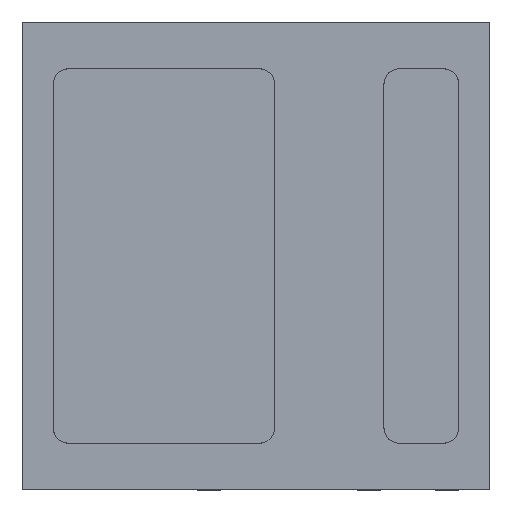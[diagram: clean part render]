
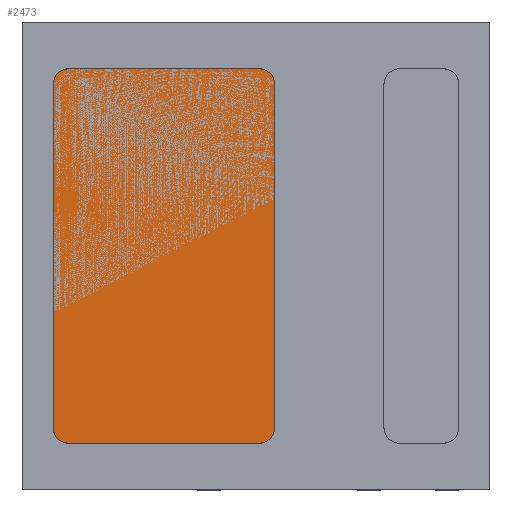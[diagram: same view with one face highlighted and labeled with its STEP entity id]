
A CAD part, front view. The second image highlights one B-rep face of the part: STEP entity #2473.
In plain terms, the highlighted planar face has unit normal (0, 1, 0).
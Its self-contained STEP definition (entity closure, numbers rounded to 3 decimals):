
#20 = CARTESIAN_POINT ( 'NONE',  ( 0.11, 0., 1.152 ) ) ;
#30 = EDGE_CURVE ( 'NONE', #3000, #408, #4065, .T. ) ;
#48 = CARTESIAN_POINT ( 'NONE',  ( -1.29, 0., 1.151 ) ) ;
#222 = ORIENTED_EDGE ( 'NONE', *, *, #5861, .T. ) ;
#232 = B_SPLINE_CURVE_WITH_KNOTS ( 'NONE', 3,
 ( #5072, #2702, #787, #5115, #1268, #5133 ),
 .UNSPECIFIED., .F., .F.,
 ( 4, 2, 4 ),
 ( 0., 0.5, 1. ),
 .UNSPECIFIED. ) ;
#388 = CARTESIAN_POINT ( 'NONE',  ( -1.3, 0., -1.1 ) ) ;
#408 = VERTEX_POINT ( 'NONE', #4648 ) ;
#430 = FACE_OUTER_BOUND ( 'NONE', #3726, .T. ) ;
#787 = CARTESIAN_POINT ( 'NONE',  ( -1.251, 0., -1.19 ) ) ;
#793 = CARTESIAN_POINT ( 'NONE',  ( 0.02, 0., 1.1 ) ) ;
#842 = DIRECTION ( 'NONE',  ( 0., 0., 1. ) ) ;
#985 = CARTESIAN_POINT ( 'NONE',  ( 0.12, 0., 1.1 ) ) ;
#1198 = VECTOR ( 'NONE', #5863, 1000. ) ;
#1200 = CARTESIAN_POINT ( 'NONE',  ( 0.072, 0., -1.19 ) ) ;
#1208 = DIRECTION ( 'NONE',  ( 0., 0., -1. ) ) ;
#1268 = CARTESIAN_POINT ( 'NONE',  ( -1.3, 0., -1.128 ) ) ;
#1442 = ORIENTED_EDGE ( 'NONE', *, *, #30, .T. ) ;
#1450 = ORIENTED_EDGE ( 'NONE', *, *, #3473, .T. ) ;
#1581 = CARTESIAN_POINT ( 'NONE',  ( 0.02, 0., -1.2 ) ) ;
#1613 = CARTESIAN_POINT ( 'NONE',  ( 0.11, 0., -1.151 ) ) ;
#1661 = EDGE_CURVE ( 'NONE', #4891, #2601, #2132, .T. ) ;
#1973 = CARTESIAN_POINT ( 'NONE',  ( -1.252, 0., 1.19 ) ) ;
#2109 = LINE ( 'NONE', #4570, #5517 ) ;
#2120 = AXIS2_PLACEMENT_3D ( 'NONE', #793, #3158, #842 ) ;
#2132 = B_SPLINE_CURVE_WITH_KNOTS ( 'NONE', 3,
 ( #3865, #5308, #5288, #20, #5794, #985 ),
 .UNSPECIFIED., .F., .F.,
 ( 4, 2, 4 ),
 ( 0., 0.5, 1. ),
 .UNSPECIFIED. ) ;
#2156 = CARTESIAN_POINT ( 'NONE',  ( 0.048, 0., -1.2 ) ) ;
#2175 = CARTESIAN_POINT ( 'NONE',  ( 0.12, 0., -1.1 ) ) ;
#2187 = LINE ( 'NONE', #1581, #1198 ) ;
#2215 = ORIENTED_EDGE ( 'NONE', *, *, #5155, .T. ) ;
#2246 = VECTOR ( 'NONE', #5788, 1000. ) ;
#2473 = ADVANCED_FACE ( 'NONE', ( #430 ), #5550, .T. ) ;
#2601 = VERTEX_POINT ( 'NONE', #3300 ) ;
#2680 = CARTESIAN_POINT ( 'NONE',  ( -1.3, 0., 1.1 ) ) ;
#2683 = ORIENTED_EDGE ( 'NONE', *, *, #5075, .T. ) ;
#2702 = CARTESIAN_POINT ( 'NONE',  ( -1.227, 0., -1.2 ) ) ;
#2830 = ORIENTED_EDGE ( 'NONE', *, *, #5769, .T. ) ;
#2920 = CARTESIAN_POINT ( 'NONE',  ( -1.3, 0., 1.127 ) ) ;
#3000 = VERTEX_POINT ( 'NONE', #2680 ) ;
#3065 = ORIENTED_EDGE ( 'NONE', *, *, #1661, .T. ) ;
#3126 = LINE ( 'NONE', #3836, #2246 ) ;
#3141 = CARTESIAN_POINT ( 'NONE',  ( -1.3, 0., 1.1 ) ) ;
#3158 = DIRECTION ( 'NONE',  ( 0., 1., 0. ) ) ;
#3207 = DIRECTION ( 'NONE',  ( 0., 0., 1. ) ) ;
#3300 = CARTESIAN_POINT ( 'NONE',  ( 0.12, 0., 1.1 ) ) ;
#3389 = CARTESIAN_POINT ( 'NONE',  ( 0.02, 0., -1.2 ) ) ;
#3473 = EDGE_CURVE ( 'NONE', #408, #4891, #3126, .T. ) ;
#3726 = EDGE_LOOP ( 'NONE', ( #1442, #1450, #3065, #2830, #2683, #5860, #222, #2215 ) ) ;
#3836 = CARTESIAN_POINT ( 'NONE',  ( 0.02, 0., 1.2 ) ) ;
#3865 = CARTESIAN_POINT ( 'NONE',  ( 0.02, 0., 1.2 ) ) ;
#4065 = B_SPLINE_CURVE_WITH_KNOTS ( 'NONE', 3,
 ( #4332, #2920, #48, #1973, #4788, #5747 ),
 .UNSPECIFIED., .F., .F.,
 ( 4, 2, 4 ),
 ( 0., 0.5, 1. ),
 .UNSPECIFIED. ) ;
#4332 = CARTESIAN_POINT ( 'NONE',  ( -1.3, 0., 1.1 ) ) ;
#4570 = CARTESIAN_POINT ( 'NONE',  ( 0.12, 0., 1.1 ) ) ;
#4648 = CARTESIAN_POINT ( 'NONE',  ( -1.2, 0., 1.2 ) ) ;
#4788 = CARTESIAN_POINT ( 'NONE',  ( -1.228, 0., 1.2 ) ) ;
#4793 = VERTEX_POINT ( 'NONE', #3389 ) ;
#4891 = VERTEX_POINT ( 'NONE', #5391 ) ;
#4905 = EDGE_CURVE ( 'NONE', #4793, #5838, #2187, .T. ) ;
#5072 = CARTESIAN_POINT ( 'NONE',  ( -1.2, 0., -1.2 ) ) ;
#5075 = EDGE_CURVE ( 'NONE', #5803, #4793, #5424, .T. ) ;
#5115 = CARTESIAN_POINT ( 'NONE',  ( -1.29, 0., -1.152 ) ) ;
#5133 = CARTESIAN_POINT ( 'NONE',  ( -1.3, 0., -1.1 ) ) ;
#5155 = EDGE_CURVE ( 'NONE', #5289, #3000, #5729, .T. ) ;
#5288 = CARTESIAN_POINT ( 'NONE',  ( 0.071, 0., 1.19 ) ) ;
#5289 = VERTEX_POINT ( 'NONE', #388 ) ;
#5308 = CARTESIAN_POINT ( 'NONE',  ( 0.047, 0., 1.2 ) ) ;
#5391 = CARTESIAN_POINT ( 'NONE',  ( 0.02, 0., 1.2 ) ) ;
#5424 = B_SPLINE_CURVE_WITH_KNOTS ( 'NONE', 3,
 ( #2175, #5486, #1613, #1200, #2156, #5432 ),
 .UNSPECIFIED., .F., .F.,
 ( 4, 2, 4 ),
 ( 0., 0.5, 1. ),
 .UNSPECIFIED. ) ;
#5432 = CARTESIAN_POINT ( 'NONE',  ( 0.02, 0., -1.2 ) ) ;
#5486 = CARTESIAN_POINT ( 'NONE',  ( 0.12, 0., -1.127 ) ) ;
#5517 = VECTOR ( 'NONE', #1208, 1000. ) ;
#5543 = CARTESIAN_POINT ( 'NONE',  ( -1.2, 0., -1.2 ) ) ;
#5550 = PLANE ( 'NONE',  #2120 ) ;
#5662 = VECTOR ( 'NONE', #3207, 1000. ) ;
#5729 = LINE ( 'NONE', #3141, #5662 ) ;
#5747 = CARTESIAN_POINT ( 'NONE',  ( -1.2, 0., 1.2 ) ) ;
#5769 = EDGE_CURVE ( 'NONE', #2601, #5803, #2109, .T. ) ;
#5788 = DIRECTION ( 'NONE',  ( 1., 0., 0. ) ) ;
#5794 = CARTESIAN_POINT ( 'NONE',  ( 0.12, 0., 1.128 ) ) ;
#5803 = VERTEX_POINT ( 'NONE', #6088 ) ;
#5838 = VERTEX_POINT ( 'NONE', #5543 ) ;
#5860 = ORIENTED_EDGE ( 'NONE', *, *, #4905, .T. ) ;
#5861 = EDGE_CURVE ( 'NONE', #5838, #5289, #232, .T. ) ;
#5863 = DIRECTION ( 'NONE',  ( -1., 0., 0. ) ) ;
#6088 = CARTESIAN_POINT ( 'NONE',  ( 0.12, 0., -1.1 ) ) ;
